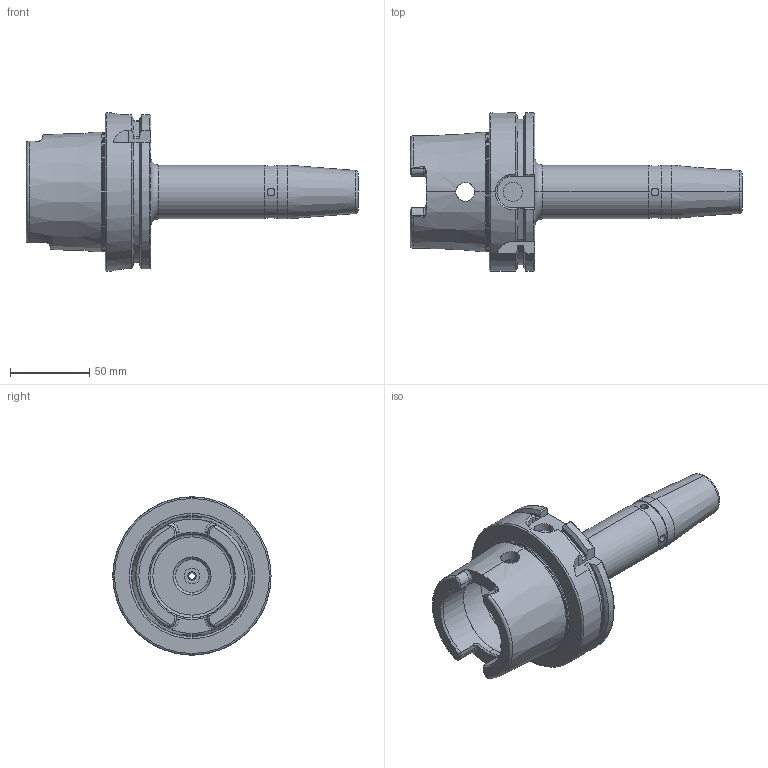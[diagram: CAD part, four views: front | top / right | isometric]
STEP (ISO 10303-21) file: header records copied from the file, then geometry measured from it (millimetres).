
FILE_DESCRIPTION (( 'STEP AP203' ), '1' );
FILE_NAME ('91100A-SR16160.STEP', '2023-04-06T03:49:11', ( '' ), ( '' ), 'SwSTEP 2.0', 'SolidWorks 2018', '' );
FILE_SCHEMA (( 'CONFIG_CONTROL_DESIGN' ));
Length unit declared in the file: millimetre
Products named in the file (4): HSKA100SFC16160WW; 91100A-SR16160; SCWM12X1P
Assembly tree (3 placements, depth 3):
  91100A-SR16160
    HSKA100SFC16160WW
      HSKA100SFC16160WW
      SCWM12X1P
Bounding box: 209.95 x 100 x 100 mm (x, y, z)
Volume: 348802.3 mm3; surface area: 69674.9 mm2
Topology: 2 solids, 2 shells, 218 faces, 529 edges, 324 vertices
Faces by surface type: cylinder 70, plane 68, cone 39, torus 31, bspline 10
Entity records: 8230 total; most frequent: CARTESIAN_POINT 2834, ORIENTED_EDGE 1054, DIRECTION 1038, EDGE_CURVE 527, AXIS2_PLACEMENT_3D 420, VERTEX_POINT 324, EDGE_LOOP 237, ADVANCED_FACE 218
